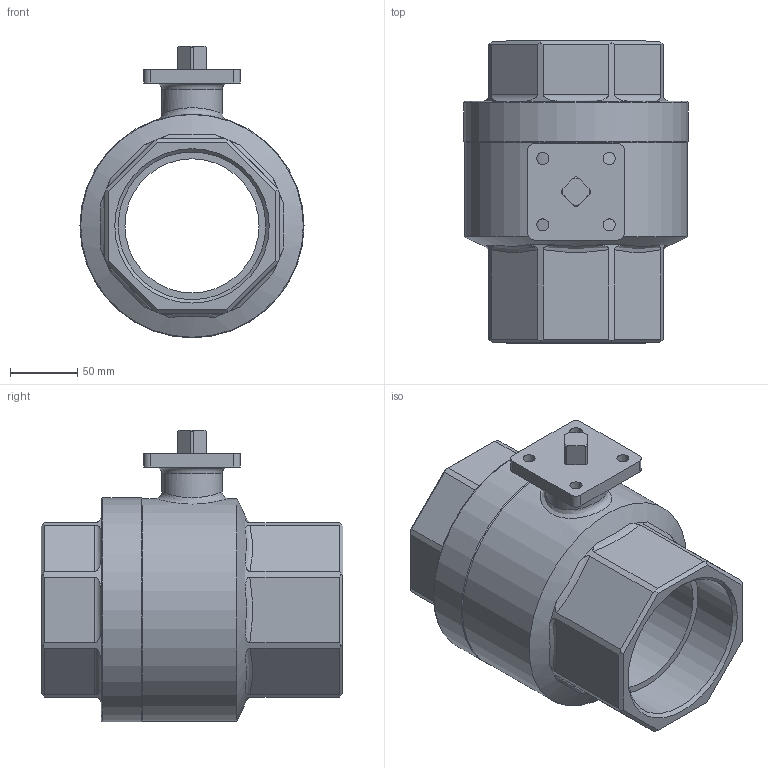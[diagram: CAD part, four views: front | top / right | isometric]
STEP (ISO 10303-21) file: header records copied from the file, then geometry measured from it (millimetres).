
FILE_DESCRIPTION(/* description */ ('Unknown'),/* implementation_level */ '2;1');
FILE_NAME(/* name */ '767-12',/* time_stamp */ '2023-06-07T13:34:38+02:00',/* author */ ('Unknown'),/* organization */ ('Unknown'),/* preprocessor_version */ 'ST-DEVELOPER v18.102',/* originating_system */ 'Solid Edge',/* authorisation */ 'Unknown');
FILE_SCHEMA (('AUTOMOTIVE_DESIGN {1 0 10303 214 3 1 1}'));
Length unit declared in the file: millimetre
Products named in the file (1): 2.110.100
Bounding box: 167 x 225 x 217.5 mm (x, y, z)
Volume: 2150781.2 mm3; surface area: 215748.9 mm2
Topology: 1 solids, 1 shells, 109 faces, 306 edges, 204 vertices
Faces by surface type: plane 64, cylinder 26, bspline 9, cone 7, torus 3
Full cylindrical faces by diameter (mm): 9 x4, 45 x1, 100 x1, 110.072 x2, 166 x1, 167 x1
Entity records: 4616 total; most frequent: CARTESIAN_POINT 1215, ORIENTED_EDGE 554, DIRECTION 488, EDGE_CURVE 277, VERTEX_POINT 193, LINE 168, VECTOR 168, AXIS2_PLACEMENT_3D 160
